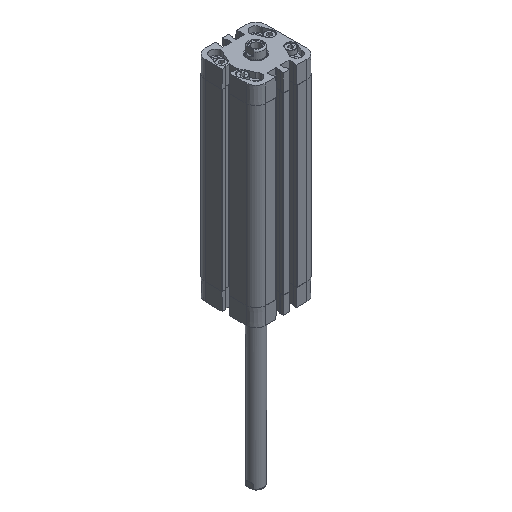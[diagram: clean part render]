
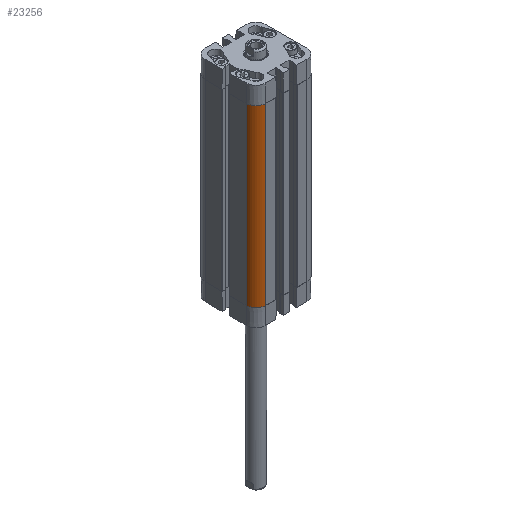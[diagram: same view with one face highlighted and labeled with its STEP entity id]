
A CAD part, isometric view. The second image highlights one B-rep face of the part: STEP entity #23256.
In plain terms, the highlighted cylindrical face has radius 8 mm (diameter 16 mm), a partial arc.
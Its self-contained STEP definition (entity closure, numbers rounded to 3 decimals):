
#20761=CARTESIAN_POINT('',(16.5,24.5,0.0));
#20762=VERTEX_POINT('',#20761);
#20769=CARTESIAN_POINT('',(24.5,16.5,0.0));
#20770=VERTEX_POINT('',#20769);
#20771=CARTESIAN_POINT('',(16.5,16.5,0.0));
#20772=DIRECTION('',(0.0,0.0,-1.0));
#20773=DIRECTION('',(-1.0,0.0,0.0));
#20774=AXIS2_PLACEMENT_3D('',#20771,#20772,#20773);
#20775=CIRCLE('',#20774,8.);
#20776=EDGE_CURVE('',#20762,#20770,#20775,.T.);
#21418=CARTESIAN_POINT('',(24.5,16.5,140.8));
#21419=VERTEX_POINT('',#21418);
#21420=CARTESIAN_POINT('',(24.5,16.5,0.0));
#21421=DIRECTION('',(0.0,0.0,1.0));
#21422=VECTOR('',#21421,140.8);
#21423=LINE('',#21420,#21422);
#21424=EDGE_CURVE('',#20770,#21419,#21423,.T.);
#22459=CARTESIAN_POINT('',(16.5,24.5,140.8));
#22460=VERTEX_POINT('',#22459);
#22467=CARTESIAN_POINT('',(16.5,24.5,0.0));
#22468=DIRECTION('',(0.0,0.0,1.0));
#22469=VECTOR('',#22468,140.8);
#22470=LINE('',#22467,#22469);
#22471=EDGE_CURVE('',#20762,#22460,#22470,.T.);
#23239=CARTESIAN_POINT('',(16.5,16.5,0.0));
#23240=DIRECTION('',(0.0,0.0,1.0));
#23241=DIRECTION('',(-1.0,0.0,0.0));
#23242=AXIS2_PLACEMENT_3D('',#23239,#23240,#23241);
#23243=CYLINDRICAL_SURFACE('',#23242,8.);
#23244=CARTESIAN_POINT('',(16.5,16.5,140.8));
#23245=DIRECTION('',(0.0,0.0,-1.0));
#23246=DIRECTION('',(-1.0,0.0,0.0));
#23247=AXIS2_PLACEMENT_3D('',#23244,#23245,#23246);
#23248=CIRCLE('',#23247,8.);
#23249=EDGE_CURVE('',#22460,#21419,#23248,.T.);
#23250=ORIENTED_EDGE('',*,*,#23249,.T.);
#23251=ORIENTED_EDGE('',*,*,#21424,.F.);
#23252=ORIENTED_EDGE('',*,*,#20776,.F.);
#23253=ORIENTED_EDGE('',*,*,#22471,.T.);
#23254=EDGE_LOOP('',(#23250,#23251,#23252,#23253));
#23255=FACE_OUTER_BOUND('',#23254,.T.);
#23256=ADVANCED_FACE('',(#23255),#23243,.T.);
